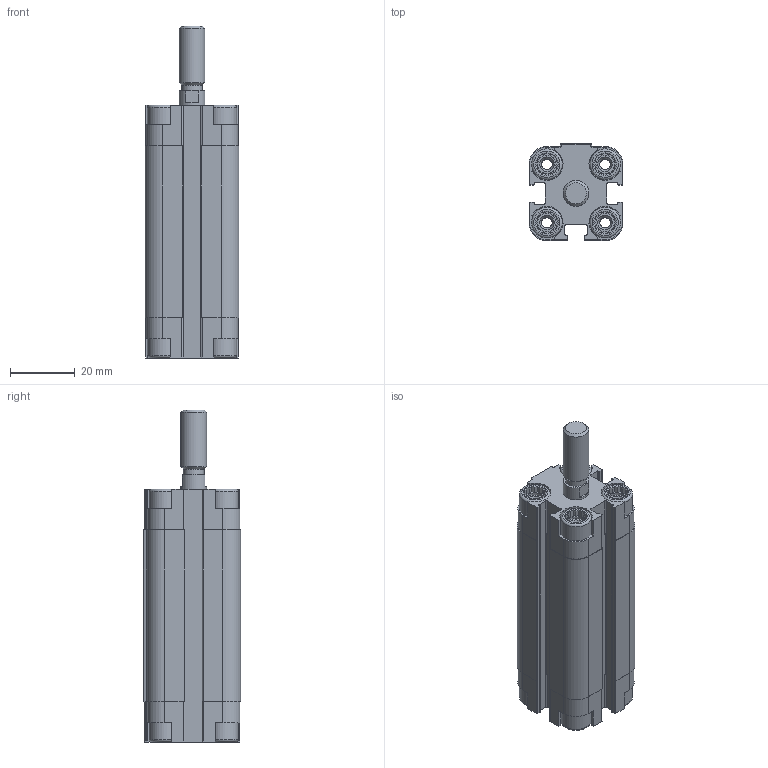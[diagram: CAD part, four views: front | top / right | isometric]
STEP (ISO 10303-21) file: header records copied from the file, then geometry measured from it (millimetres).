
FILE_DESCRIPTION(/* description */ ('STEP AP214'),/* implementation_level */ '2;1');
FILE_NAME(/* name */ '156599_ADVU-16-40-A-P-A',/* time_stamp */ '2024-08-02T14:08:28+02:00',/* author */ ('License CC BY-ND 4.0'),/* organization */ ('CADENAS'),/* preprocessor_version */ 'ST-DEVELOPER v19.3',/* originating_system */ 'PARTsolutions',/* authorisation */ ' ');
FILE_SCHEMA (('AUTOMOTIVE_DESIGN {1 0 10303 214 3 1 1}'));
Length unit declared in the file: millimetre
Products named in the file (3): 156599 ADVU-16-40-A-P-A---(0); 156599 ADVU-16-40-A-P-A---(ZR); 156599 ADVU-16-40-A-P-A---(KS)
Assembly tree (2 placements, depth 2):
  156599 ADVU-16-40-A-P-A---(0)
    156599 ADVU-16-40-A-P-A---(ZR)
    156599 ADVU-16-40-A-P-A---(KS)
Bounding box: 29 x 30 x 102.5 mm (x, y, z)
Volume: 44015.3 mm3; surface area: 25209.1 mm2
Topology: 2 solids, 2 shells, 481 faces, 1298 edges, 858 vertices
Faces by surface type: plane 333, cylinder 117, cone 23, torus 8
Full cylindrical faces by diameter (mm): 3.242 x8, 4.134 x2, 5.7 x8, 6 x1, 6.1 x4, 6.466 x1, 8 x3, 9.5 x8, 16 x2
Entity records: 14836 total; most frequent: CARTESIAN_POINT 3124, ORIENTED_EDGE 2434, DIRECTION 2258, EDGE_CURVE 1217, VERTEX_POINT 847, LINE 760, VECTOR 760, AXIS2_PLACEMENT_3D 749
